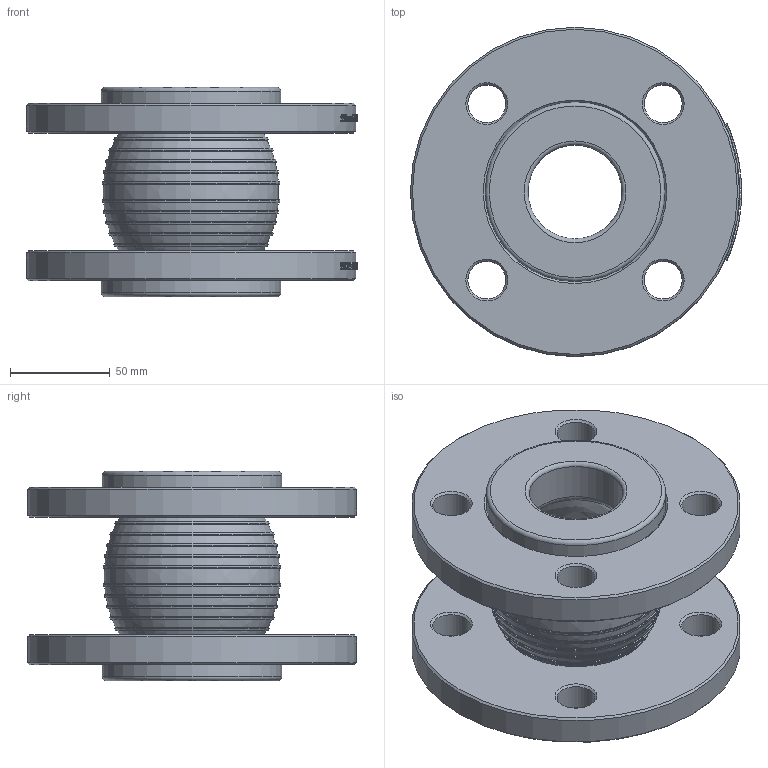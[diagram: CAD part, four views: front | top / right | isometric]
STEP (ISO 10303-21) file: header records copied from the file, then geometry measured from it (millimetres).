
FILE_DESCRIPTION(/* description */ ('1501050'),/* implementation_level */ '2;1');
FILE_NAME(/* name */ '1501050.stp',/* time_stamp */ '2014-09-24T14:27:36+02:00',/* author */ ('JM'),/* organization */ ('Sferaco'),/* preprocessor_version */ 'ST-DEVELOPER v15.6',/* originating_system */ 'Autodesk Inventor 2015',/* authorisation */ '');
FILE_SCHEMA (('AUTOMOTIVE_DESIGN { 1 0 10303 214 3 1 1 }'));
Products named in the file (1): 1501050_bd
Bounding box: 166 x 165 x 105 mm (x, y, z)
Volume: 752748.7 mm3; surface area: 139543.7 mm2
Topology: 1 solids, 3 shells, 958 faces, 2568 edges, 1712 vertices
Faces by surface type: bspline 448, plane 364, cylinder 92, torus 30, cone 24
Full cylindrical faces by diameter (mm): 19 x8, 47 x2, 90 x4, 165 x2
Entity records: 41683 total; most frequent: CARTESIAN_POINT 19627, ORIENTED_EDGE 4960, DIRECTION 3144, EDGE_CURVE 2480, VERTEX_POINT 1696, EDGE_LOOP 1148, LINE 1090, VECTOR 1090
